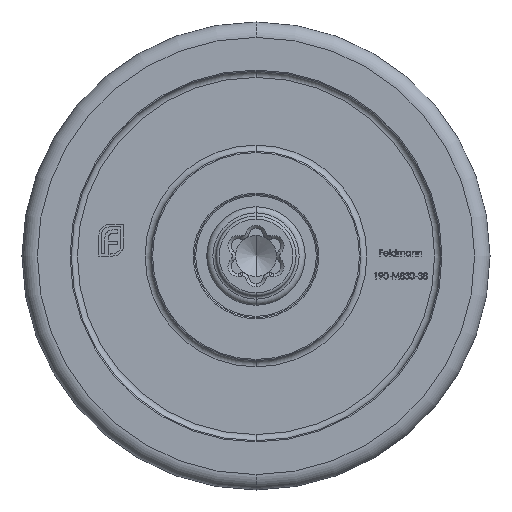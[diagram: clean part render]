
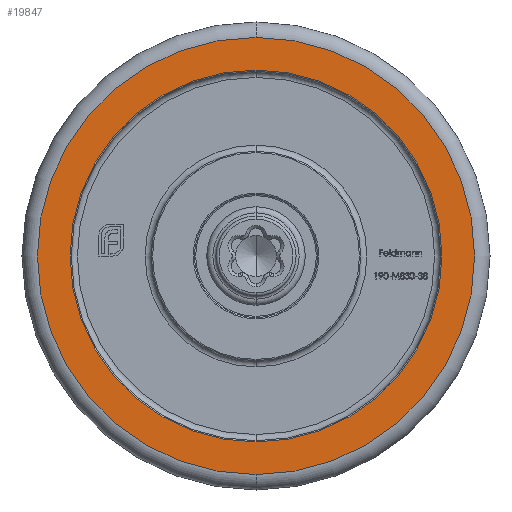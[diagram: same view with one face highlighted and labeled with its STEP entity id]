
A CAD part, front view. The second image highlights one B-rep face of the part: STEP entity #19847.
In plain terms, the highlighted planar face has unit normal (0, -1, 0).
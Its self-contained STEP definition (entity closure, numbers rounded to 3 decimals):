
#124 = EDGE_LOOP ( 'NONE', ( #7888, #18827 ) ) ;
#446 = EDGE_CURVE ( 'NONE', #15958, #15439, #8137, .T. ) ;
#1240 = VERTEX_POINT ( 'NONE', #13908 ) ;
#1725 = DIRECTION ( 'NONE',  ( 0., 0., -1. ) ) ;
#2227 = EDGE_LOOP ( 'NONE', ( #11140, #18453 ) ) ;
#2574 = FACE_OUTER_BOUND ( 'NONE', #124, .T. ) ;
#3318 = CARTESIAN_POINT ( 'NONE',  ( 19., 0., 0. ) ) ;
#3885 = DIRECTION ( 'NONE',  ( 0., -1., 0. ) ) ;
#5357 = CARTESIAN_POINT ( 'NONE',  ( 0., 0., -17.75 ) ) ;
#6822 = EDGE_CURVE ( 'NONE', #15439, #15958, #7646, .T. ) ;
#7296 = AXIS2_PLACEMENT_3D ( 'NONE', #10916, #19426, #20761 ) ;
#7646 = CIRCLE ( 'NONE', #21267, 17.75 ) ;
#7888 = ORIENTED_EDGE ( 'NONE', *, *, #446, .T. ) ;
#8137 = CIRCLE ( 'NONE', #11278, 17.75 ) ;
#8383 = VERTEX_POINT ( 'NONE', #13948 ) ;
#9137 = AXIS2_PLACEMENT_3D ( 'NONE', #19795, #18176, #11360 ) ;
#10656 = DIRECTION ( 'NONE',  ( 0., 0., -1. ) ) ;
#10916 = CARTESIAN_POINT ( 'NONE',  ( 0., 0., 0. ) ) ;
#11140 = ORIENTED_EDGE ( 'NONE', *, *, #13164, .T. ) ;
#11278 = AXIS2_PLACEMENT_3D ( 'NONE', #21922, #13533, #1725 ) ;
#11360 = DIRECTION ( 'NONE',  ( 0., 0., -1. ) ) ;
#13164 = EDGE_CURVE ( 'NONE', #8383, #1240, #18108, .T. ) ;
#13227 = DIRECTION ( 'NONE',  ( 0., 0., -1. ) ) ;
#13308 = CIRCLE ( 'NONE', #9137, 15.1 ) ;
#13533 = DIRECTION ( 'NONE',  ( 0., -1., 0. ) ) ;
#13908 = CARTESIAN_POINT ( 'NONE',  ( 0., 0., 15.1 ) ) ;
#13948 = CARTESIAN_POINT ( 'NONE',  ( 0., 0., -15.1 ) ) ;
#15156 = DIRECTION ( 'NONE',  ( 0., -1., 0. ) ) ;
#15274 = FACE_BOUND ( 'NONE', #2227, .T. ) ;
#15439 = VERTEX_POINT ( 'NONE', #20109 ) ;
#15719 = EDGE_CURVE ( 'NONE', #1240, #8383, #13308, .T. ) ;
#15958 = VERTEX_POINT ( 'NONE', #5357 ) ;
#17478 = CARTESIAN_POINT ( 'NONE',  ( 0., 0., 0. ) ) ;
#18108 = CIRCLE ( 'NONE', #7296, 15.1 ) ;
#18176 = DIRECTION ( 'NONE',  ( 0., 1., 0. ) ) ;
#18261 = PLANE ( 'NONE',  #19539 ) ;
#18453 = ORIENTED_EDGE ( 'NONE', *, *, #15719, .T. ) ;
#18827 = ORIENTED_EDGE ( 'NONE', *, *, #6822, .T. ) ;
#19426 = DIRECTION ( 'NONE',  ( 0., 1., 0. ) ) ;
#19539 = AXIS2_PLACEMENT_3D ( 'NONE', #3318, #15156, #13227 ) ;
#19795 = CARTESIAN_POINT ( 'NONE',  ( 0., 0., 0. ) ) ;
#19847 = ADVANCED_FACE ( 'NONE', ( #15274, #2574 ), #18261, .T. ) ;
#20109 = CARTESIAN_POINT ( 'NONE',  ( 0., 0., 17.75 ) ) ;
#20761 = DIRECTION ( 'NONE',  ( 0., 0., -1. ) ) ;
#21267 = AXIS2_PLACEMENT_3D ( 'NONE', #17478, #3885, #10656 ) ;
#21922 = CARTESIAN_POINT ( 'NONE',  ( 0., 0., 0. ) ) ;
